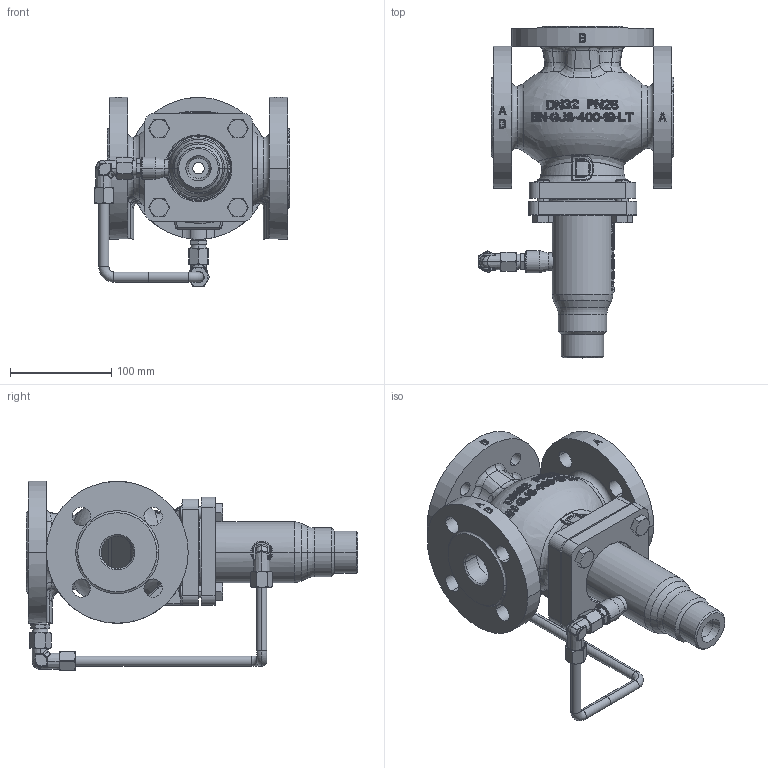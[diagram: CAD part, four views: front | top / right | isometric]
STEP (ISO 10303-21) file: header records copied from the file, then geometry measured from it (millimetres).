
FILE_DESCRIPTION((''),'2;1');
FILE_NAME('065B2599_ASM','2015-03-16T',('u317927'),('Danfoss'),'PRO/ENGINEER BY PARAMETRIC TECHNOLOGY CORPORATION, 2014000','PRO/ENGINEER BY PARAMETRIC TECHNOLOGY CORPORATION, 2014000','');
FILE_SCHEMA(('CONFIG_CONTROL_DESIGN'));
Products named in the file (7): 88615510_1; 88615580_1; 51018508_2; PRIKLJUCEK_1; CEV_VFG3_DN32_1; 065B2599_ASM_1_ASM; 065B2599_ASM
Assembly tree (10 placements, depth 3):
  065B2599_ASM
    065B2599_ASM_1_ASM
      88615510_1
      88615580_1
      51018508_2  x4
      PRIKLJUCEK_1  x2
      CEV_VFG3_DN32_1
Bounding box: 192.85 x 327.5 x 186.85 mm (x, y, z)
Volume: 1777170.9 mm3; surface area: 410868 mm2
Topology: 9 solids, 28 shells, 5198 faces, 12401 edges, 7305 vertices
Faces by surface type: bspline 2444, cylinder 1742, plane 385, sphere 261, torus 124, cone 122, extrusion 120
Entity records: 249776 total; most frequent: CARTESIAN_POINT 163141, ORIENTED_EDGE 23133, EDGE_CURVE 11608, DIRECTION 9587, B_SPLINE_CURVE_WITH_KNOTS 8904, VERTEX_POINT 6832, EDGE_LOOP 5049, FACE_OUTER_BOUND 4892
